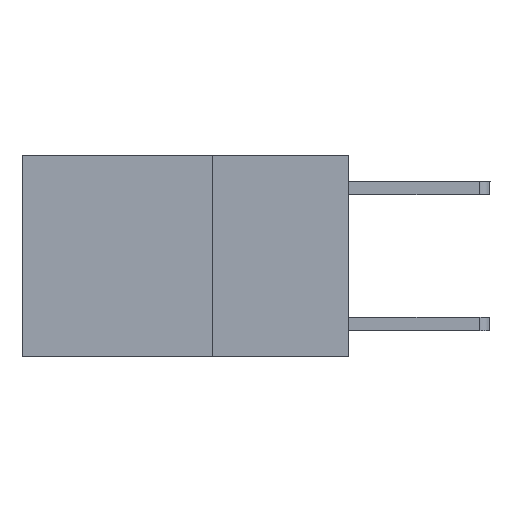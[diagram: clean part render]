
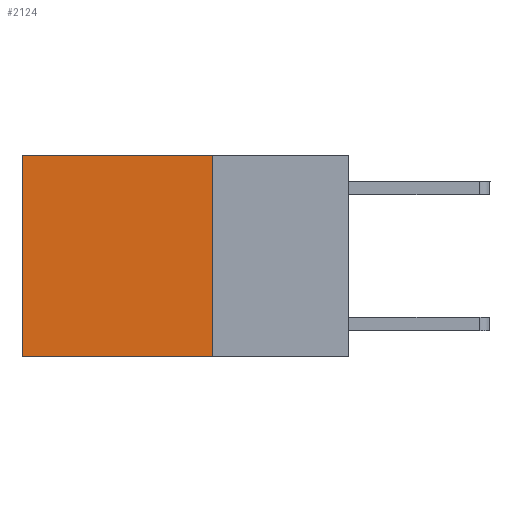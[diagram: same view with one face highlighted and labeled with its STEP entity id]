
A CAD part, left-side view. The second image highlights one B-rep face of the part: STEP entity #2124.
In plain terms, the highlighted planar face has unit normal (-1, 0, 0).
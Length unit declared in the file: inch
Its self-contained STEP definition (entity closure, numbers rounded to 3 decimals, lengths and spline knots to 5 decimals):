
#509 = VECTOR ( 'NONE', #9029, 39.37008 ) ;
#523 = PLANE ( 'NONE',  #2532 ) ;
#1113 = CARTESIAN_POINT ( 'NONE',  ( 0.2625, 0.25, 0. ) ) ;
#1157 = CARTESIAN_POINT ( 'NONE',  ( 0.2625, 0.6, 0. ) ) ;
#1800 = CARTESIAN_POINT ( 'NONE',  ( 0.2625, 0.25, -0.37 ) ) ;
#2084 = VECTOR ( 'NONE', #6528, 39.37008 ) ;
#2092 = LINE ( 'NONE', #1157, #10219 ) ;
#2124 = ADVANCED_FACE ( 'NONE', ( #3606 ), #523, .F. ) ;
#2371 = VERTEX_POINT ( 'NONE', #8038 ) ;
#2532 = AXIS2_PLACEMENT_3D ( 'NONE', #8575, #4663, #10053 ) ;
#3345 = EDGE_CURVE ( 'NONE', #3848, #2371, #8562, .T. ) ;
#3606 = FACE_OUTER_BOUND ( 'NONE', #5939, .T. ) ;
#3615 = ORIENTED_EDGE ( 'NONE', *, *, #3345, .T. ) ;
#3848 = VERTEX_POINT ( 'NONE', #4343 ) ;
#4343 = CARTESIAN_POINT ( 'NONE',  ( 0.2625, 0.25, 0. ) ) ;
#4663 = DIRECTION ( 'NONE',  ( 1., 0., 0. ) ) ;
#4777 = DIRECTION ( 'NONE',  ( 0., 0., -1. ) ) ;
#5939 = EDGE_LOOP ( 'NONE', ( #8195, #9552, #7719, #3615 ) ) ;
#6110 = EDGE_CURVE ( 'NONE', #3848, #8223, #9142, .T. ) ;
#6381 = EDGE_CURVE ( 'NONE', #2371, #9746, #2092, .T. ) ;
#6528 = DIRECTION ( 'NONE',  ( 0., 1., 0. ) ) ;
#6558 = CARTESIAN_POINT ( 'NONE',  ( 0.2625, 0.6, -0.37 ) ) ;
#6682 = EDGE_CURVE ( 'NONE', #8223, #9746, #8490, .T. ) ;
#7208 = VECTOR ( 'NONE', #4777, 39.37008 ) ;
#7719 = ORIENTED_EDGE ( 'NONE', *, *, #6110, .F. ) ;
#8038 = CARTESIAN_POINT ( 'NONE',  ( 0.2625, 0.6, 0. ) ) ;
#8195 = ORIENTED_EDGE ( 'NONE', *, *, #6381, .T. ) ;
#8223 = VERTEX_POINT ( 'NONE', #1800 ) ;
#8383 = DIRECTION ( 'NONE',  ( 0., 0., -1. ) ) ;
#8490 = LINE ( 'NONE', #9511, #2084 ) ;
#8562 = LINE ( 'NONE', #1113, #509 ) ;
#8575 = CARTESIAN_POINT ( 'NONE',  ( 0.2625, 0.25, 0. ) ) ;
#9029 = DIRECTION ( 'NONE',  ( 0., 1., 0. ) ) ;
#9142 = LINE ( 'NONE', #10165, #7208 ) ;
#9511 = CARTESIAN_POINT ( 'NONE',  ( 0.2625, 0.25, -0.37 ) ) ;
#9552 = ORIENTED_EDGE ( 'NONE', *, *, #6682, .F. ) ;
#9746 = VERTEX_POINT ( 'NONE', #6558 ) ;
#10053 = DIRECTION ( 'NONE',  ( 0., 0., -1. ) ) ;
#10165 = CARTESIAN_POINT ( 'NONE',  ( 0.2625, 0.25, 0. ) ) ;
#10219 = VECTOR ( 'NONE', #8383, 39.37008 ) ;
